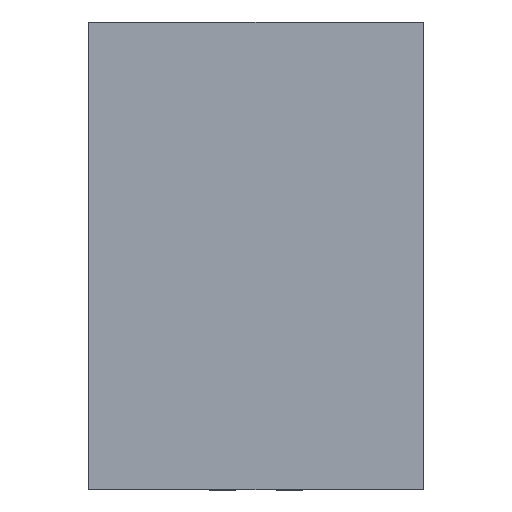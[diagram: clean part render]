
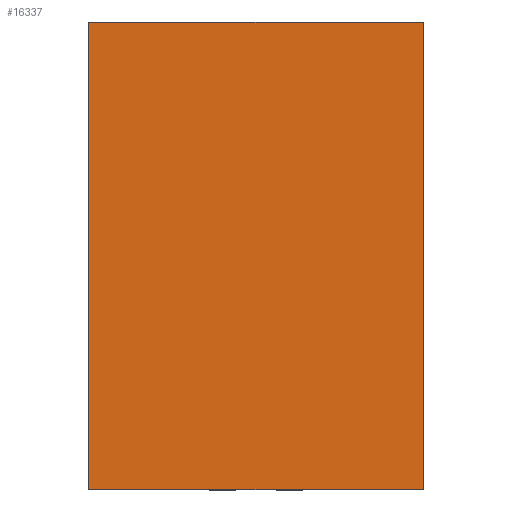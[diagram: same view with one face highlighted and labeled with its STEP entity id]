
A CAD part, top view. The second image highlights one B-rep face of the part: STEP entity #16337.
In plain terms, the highlighted face is planar.
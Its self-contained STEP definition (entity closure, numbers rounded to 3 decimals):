
#12224=DIRECTION('',(0.,0.,1.));
#12225=VECTOR('',#12224,3.5);
#12226=CARTESIAN_POINT('',(-1.25,0.775,-1.75));
#12227=LINE('',#12226,#12225);
#12231=DIRECTION('',(-1.,0.,0.));
#12232=VECTOR('',#12231,2.5);
#12233=CARTESIAN_POINT('',(1.25,0.775,-1.75));
#12234=LINE('',#12233,#12232);
#12238=DIRECTION('',(0.,0.,-1.));
#12239=VECTOR('',#12238,3.5);
#12240=CARTESIAN_POINT('',(1.25,0.775,1.75));
#12241=LINE('',#12240,#12239);
#12245=DIRECTION('',(1.,0.,0.));
#12246=VECTOR('',#12245,2.5);
#12247=CARTESIAN_POINT('',(-1.25,0.775,1.75));
#12248=LINE('',#12247,#12246);
#13496=CARTESIAN_POINT('',(-1.25,0.775,-1.75));
#13497=CARTESIAN_POINT('',(-1.25,0.775,1.75));
#13498=VERTEX_POINT('',#13496);
#13499=VERTEX_POINT('',#13497);
#13500=CARTESIAN_POINT('',(1.25,0.775,1.75));
#13501=VERTEX_POINT('',#13500);
#13502=CARTESIAN_POINT('',(1.25,0.775,-1.75));
#13503=VERTEX_POINT('',#13502);
#16326=CARTESIAN_POINT('',(0.,0.775,0.));
#16327=DIRECTION('',(0.,1.,0.));
#16328=DIRECTION('',(1.,0.,0.));
#16329=AXIS2_PLACEMENT_3D('',#16326,#16327,#16328);
#16330=PLANE('',#16329);
#16331=ORIENTED_EDGE('',*,*,#14758,.F.);
#16332=ORIENTED_EDGE('',*,*,#14867,.F.);
#16333=ORIENTED_EDGE('',*,*,#15249,.F.);
#16334=ORIENTED_EDGE('',*,*,#16127,.F.);
#16335=EDGE_LOOP('',(#16331,#16332,#16333,#16334));
#16336=FACE_OUTER_BOUND('',#16335,.F.);
#16337=ADVANCED_FACE('',(#16336),#16330,.T.);
#14758=EDGE_CURVE('',#13498,#13499,#12227,.T.);
#14867=EDGE_CURVE('',#13503,#13498,#12234,.T.);
#15249=EDGE_CURVE('',#13501,#13503,#12241,.T.);
#16127=EDGE_CURVE('',#13499,#13501,#12248,.T.);
